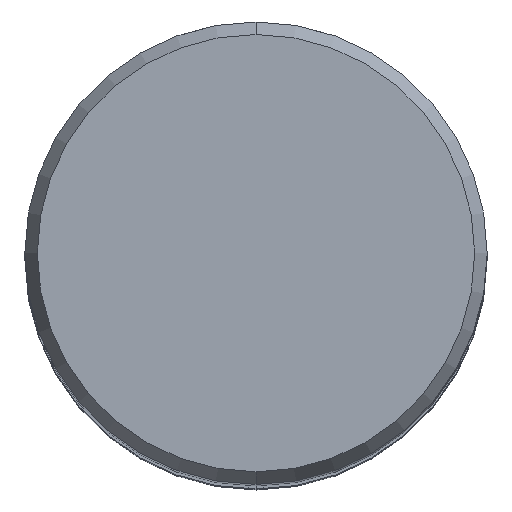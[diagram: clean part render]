
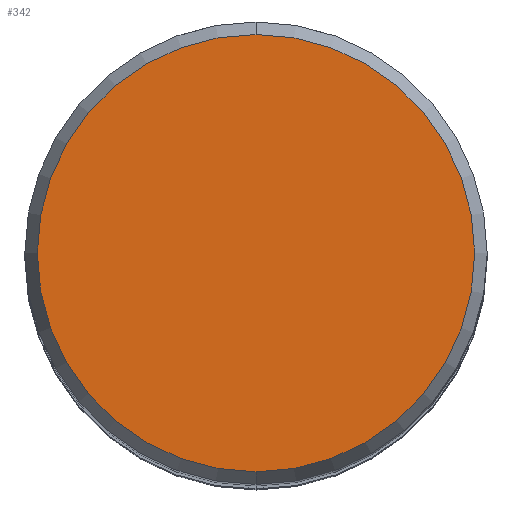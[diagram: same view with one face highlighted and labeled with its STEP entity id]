
A CAD part, top view. The second image highlights one B-rep face of the part: STEP entity #342.
In plain terms, the highlighted planar face has unit normal (0, 0, 1).
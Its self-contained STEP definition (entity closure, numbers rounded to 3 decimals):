
#190=EDGE_CURVE('',#412,#446,#503,.T.);
#224=EDGE_CURVE('',#446,#412,#540,.T.);
#342=ADVANCED_FACE('',(#672),#673,.T.);
#412=VERTEX_POINT('',#752);
#446=VERTEX_POINT('',#789);
#503=CIRCLE('',#868,12.012);
#540=CIRCLE('',#911,12.012);
#672=FACE_OUTER_BOUND('',#1215,.T.);
#673=PLANE('',#1216);
#752=CARTESIAN_POINT('',(0.0,12.012,0.));
#789=CARTESIAN_POINT('',(0.,-12.012,0.));
#868=AXIS2_PLACEMENT_3D('',#1640,#1641,#1642);
#911=AXIS2_PLACEMENT_3D('',#1681,#1682,#1683);
#1215=EDGE_LOOP('',(#1840,#1841));
#1216=AXIS2_PLACEMENT_3D('',#1842,#1843,#1844);
#1640=CARTESIAN_POINT('',(0.0,0.0,0.));
#1641=DIRECTION('',(0.0,0.0,-1.0));
#1642=DIRECTION('',(0.0,1.0,0.0));
#1681=CARTESIAN_POINT('',(0.0,0.0,0.));
#1682=DIRECTION('',(0.0,0.0,-1.0));
#1683=DIRECTION('',(0.0,1.0,0.0));
#1840=ORIENTED_EDGE('',*,*,#190,.F.);
#1841=ORIENTED_EDGE('',*,*,#224,.F.);
#1842=CARTESIAN_POINT('',(0.0,6.006,0.));
#1843=DIRECTION('',(-0.0,0.0,1.0));
#1844=DIRECTION('',(0.0,-1.0,0.0));
